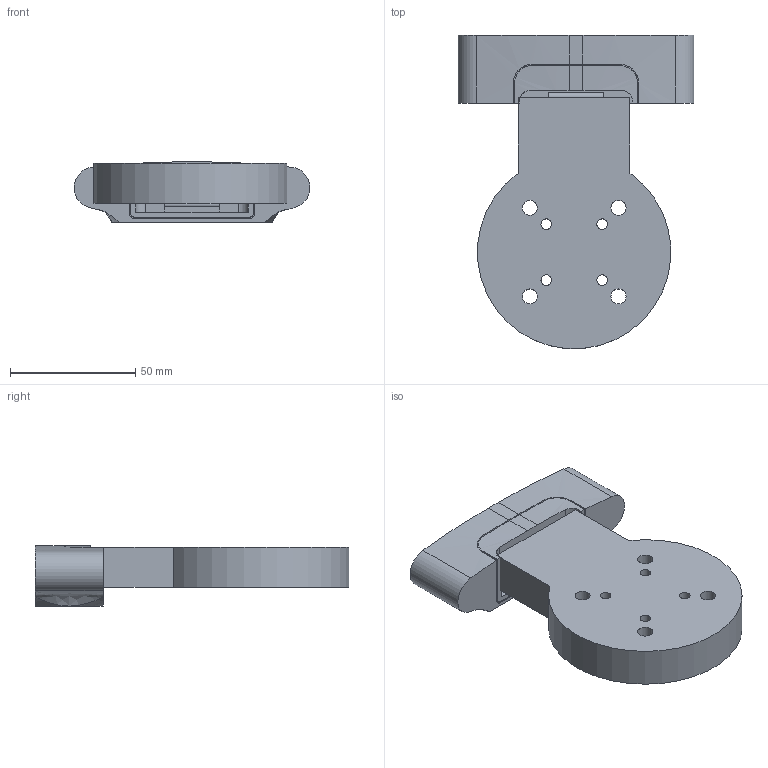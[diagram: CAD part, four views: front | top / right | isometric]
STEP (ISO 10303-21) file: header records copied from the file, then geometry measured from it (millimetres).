
FILE_DESCRIPTION(/* description */ (''),/* implementation_level */ '2;1');
FILE_NAME(/* name */ 'C930e_holder.stp',/* time_stamp */ '2020-07-03T16:31:11+01:00',/* author */ ('romanp'),/* organization */ (''),/* preprocessor_version */ 'ST-DEVELOPER v17',/* originating_system */ 'Autodesk Inventor 2019',/* authorisation */ '');
FILE_SCHEMA (('AUTOMOTIVE_DESIGN { 1 0 10303 214 3 1 1 }'));
Length unit declared in the file: millimetre
Products named in the file (3): Assembly21; C920_Mount; Logitech_C920
Assembly tree (2 placements, depth 2):
  Assembly21
    C920_Mount
    Logitech_C920
Bounding box: 93.97 x 124.79 x 24 mm (x, y, z)
Volume: 137032.7 mm3; surface area: 28810.1 mm2
Topology: 2 solids, 2 shells, 91 faces, 247 edges, 167 vertices
Faces by surface type: plane 45, cylinder 39, bspline 6, cone 1
Full cylindrical faces by diameter (mm): 2 x1, 4.2 x4, 6 x4, 13 x1, 15 x1, 17 x1, 19 x1
Entity records: 3325 total; most frequent: CARTESIAN_POINT 759, DIRECTION 506, ORIENTED_EDGE 494, EDGE_CURVE 247, AXIS2_PLACEMENT_3D 186, VERTEX_POINT 167, LINE 134, VECTOR 134
